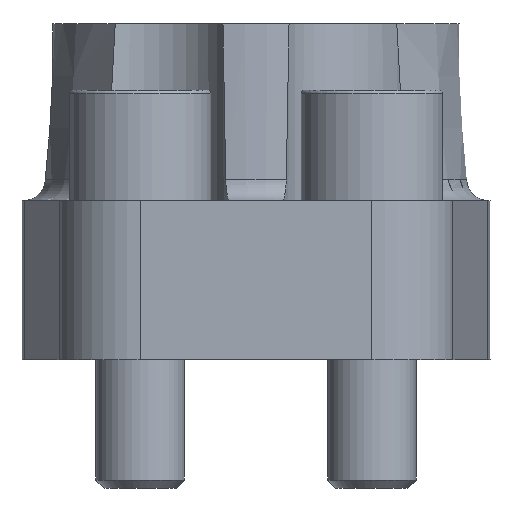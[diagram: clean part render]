
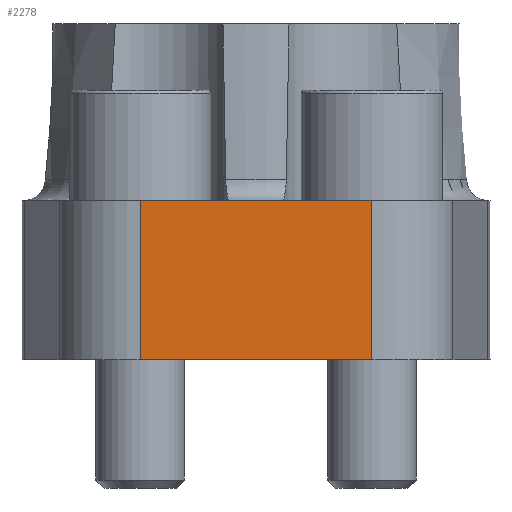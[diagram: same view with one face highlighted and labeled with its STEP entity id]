
A CAD part, front view. The second image highlights one B-rep face of the part: STEP entity #2278.
In plain terms, the highlighted planar face has unit normal (0, -1, 0).
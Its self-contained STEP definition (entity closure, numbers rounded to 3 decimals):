
#62=LINE('',#3086,#158);
#70=LINE('',#3235,#166);
#71=LINE('',#3239,#167);
#72=LINE('',#3241,#168);
#158=VECTOR('',#2599,1000.);
#166=VECTOR('',#2673,1000.);
#167=VECTOR('',#2678,1000.);
#168=VECTOR('',#2679,1000.);
#254=PLANE('',#2422);
#378=ORIENTED_EDGE('',*,*,#715,.T.);
#379=ORIENTED_EDGE('',*,*,#761,.F.);
#380=ORIENTED_EDGE('',*,*,#762,.F.);
#381=ORIENTED_EDGE('',*,*,#759,.T.);
#715=EDGE_CURVE('',#914,#913,#62,.T.);
#759=EDGE_CURVE('',#950,#914,#70,.T.);
#761=EDGE_CURVE('',#951,#913,#71,.T.);
#762=EDGE_CURVE('',#950,#951,#72,.T.);
#913=VERTEX_POINT('',#3085);
#914=VERTEX_POINT('',#3087);
#950=VERTEX_POINT('',#3236);
#951=VERTEX_POINT('',#3240);
#1161=EDGE_LOOP('',(#378,#379,#380,#381));
#1329=FACE_BOUND('',#1161,.T.);
#2278=ADVANCED_FACE('',(#1329),#254,.F.);
#2422=AXIS2_PLACEMENT_3D('',#3238,#2676,#2677);
#2599=DIRECTION('',(1.,0.,0.));
#2673=DIRECTION('',(0.,0.,-1.));
#2676=DIRECTION('',(0.,1.,0.));
#2677=DIRECTION('',(0.,0.,1.));
#2678=DIRECTION('',(0.,0.,-1.));
#2679=DIRECTION('',(1.,0.,0.));
#3085=CARTESIAN_POINT('',(13.1,-35.5,0.));
#3086=CARTESIAN_POINT('',(-13.1,-35.5,0.));
#3087=CARTESIAN_POINT('',(-13.1,-35.5,0.));
#3235=CARTESIAN_POINT('',(-13.1,-35.5,18.));
#3236=CARTESIAN_POINT('',(-13.1,-35.5,18.));
#3238=CARTESIAN_POINT('',(-13.1,-35.5,18.));
#3239=CARTESIAN_POINT('',(13.1,-35.5,18.));
#3240=CARTESIAN_POINT('',(13.1,-35.5,18.));
#3241=CARTESIAN_POINT('',(-13.1,-35.5,18.));
